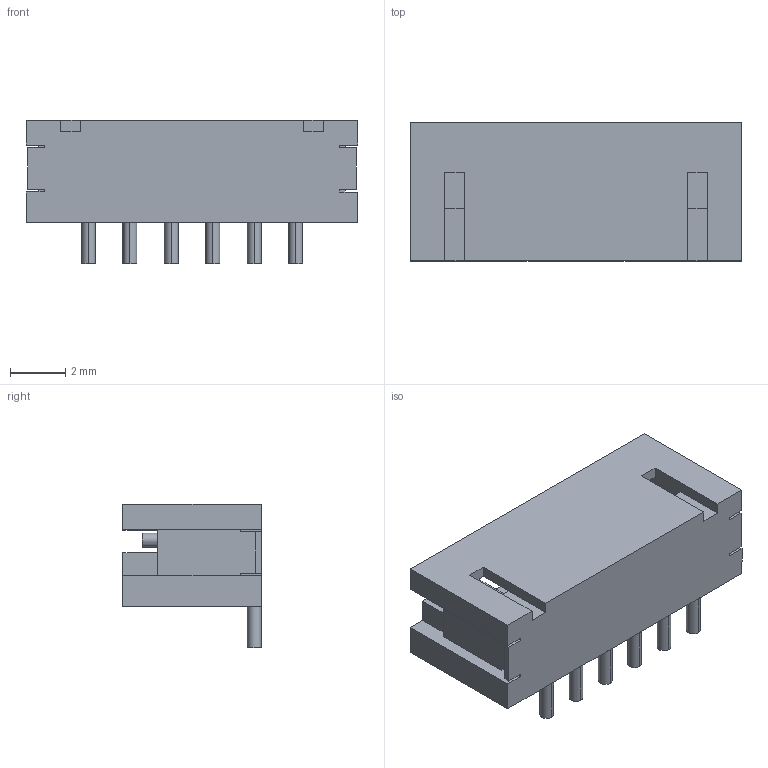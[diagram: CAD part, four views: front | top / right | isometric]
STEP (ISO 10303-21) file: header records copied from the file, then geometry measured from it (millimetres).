
FILE_DESCRIPTION (( 'STEP AP214' ), '1' );
FILE_NAME ('User Library-B6B-ZR-SM4-TF.STEP', '2021-02-01T13:58:47', ( '' ), ( '' ), 'SwSTEP 2.0', 'SolidWorks 2020', '' );
FILE_SCHEMA (( 'AUTOMOTIVE_DESIGN' ));
Length unit declared in the file: millimetre
Products named in the file (1): User Library-B6B-ZR-SM4-TF
Bounding box: 12 x 5 x 5.2 mm (x, y, z)
Volume: 131.8 mm3; surface area: 375.6 mm2
Topology: 1 solids, 1 shells, 94 faces, 252 edges, 162 vertices
Faces by surface type: plane 70, cylinder 24
Entity records: 3352 total; most frequent: CARTESIAN_POINT 503, ORIENTED_EDGE 492, DIRECTION 484, EDGE_CURVE 246, VECTOR 198, LINE 198, VERTEX_POINT 162, AXIS2_PLACEMENT_3D 143
